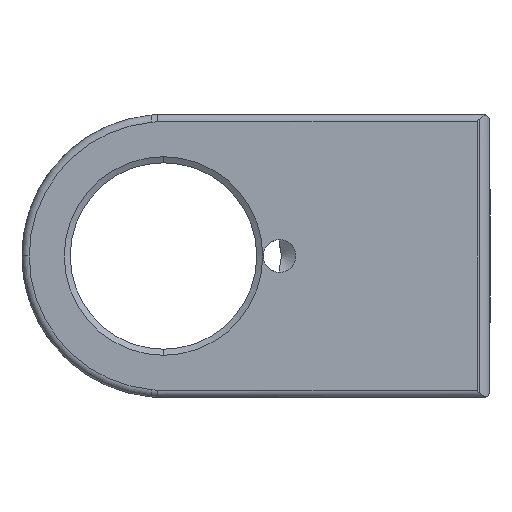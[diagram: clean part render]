
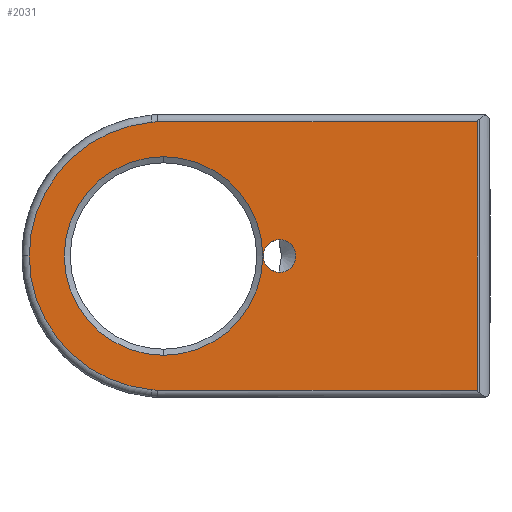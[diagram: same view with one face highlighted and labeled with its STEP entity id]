
A CAD part, left-side view. The second image highlights one B-rep face of the part: STEP entity #2031.
In plain terms, the highlighted planar face has unit normal (-1, 0, 0).
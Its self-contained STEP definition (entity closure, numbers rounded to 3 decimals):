
#1 = VECTOR ( 'NONE', #1416, 1000. ) ;
#35 = CIRCLE ( 'NONE', #1876, 13.682 ) ;
#120 = FACE_OUTER_BOUND ( 'NONE', #581, .T. ) ;
#148 = CARTESIAN_POINT ( 'NONE',  ( 0., 45.808, 18.5 ) ) ;
#198 = VECTOR ( 'NONE', #2397, 1000. ) ;
#213 = CARTESIAN_POINT ( 'NONE',  ( 0., 46.612, -18.43 ) ) ;
#229 = CARTESIAN_POINT ( 'NONE',  ( 0., 63.5, 0. ) ) ;
#250 = EDGE_CURVE ( 'NONE', #1060, #2750, #35, .T. ) ;
#279 = LINE ( 'NONE', #2273, #353 ) ;
#343 = ORIENTED_EDGE ( 'NONE', *, *, #250, .T. ) ;
#351 = VERTEX_POINT ( 'NONE', #586 ) ;
#353 = VECTOR ( 'NONE', #2001, 1000. ) ;
#413 = LINE ( 'NONE', #949, #1 ) ;
#451 = VERTEX_POINT ( 'NONE', #213 ) ;
#522 = VECTOR ( 'NONE', #2344, 1000. ) ;
#533 = DIRECTION ( 'NONE',  ( 0., 0., 1. ) ) ;
#543 = ORIENTED_EDGE ( 'NONE', *, *, #1049, .F. ) ;
#581 = EDGE_LOOP ( 'NONE', ( #2186, #2225, #2500, #2698, #1539, #812, #2105 ) ) ;
#586 = CARTESIAN_POINT ( 'NONE',  ( 0., 46.612, 18.43 ) ) ;
#650 = CARTESIAN_POINT ( 'NONE',  ( 0., 29., -2.25 ) ) ;
#667 = VERTEX_POINT ( 'NONE', #229 ) ;
#736 = CARTESIAN_POINT ( 'NONE',  ( 0., 29., 0. ) ) ;
#761 = AXIS2_PLACEMENT_3D ( 'NONE', #1776, #2781, #533 ) ;
#812 = ORIENTED_EDGE ( 'NONE', *, *, #1269, .T. ) ;
#827 = AXIS2_PLACEMENT_3D ( 'NONE', #736, #1524, #1232 ) ;
#830 = ORIENTED_EDGE ( 'NONE', *, *, #1912, .T. ) ;
#831 = DIRECTION ( 'NONE',  ( 1., 0., 0. ) ) ;
#847 = DIRECTION ( 'NONE',  ( -1., 0., 0. ) ) ;
#856 = VERTEX_POINT ( 'NONE', #1760 ) ;
#924 = CIRCLE ( 'NONE', #1344, 18.5 ) ;
#945 = ORIENTED_EDGE ( 'NONE', *, *, #1210, .F. ) ;
#949 = CARTESIAN_POINT ( 'NONE',  ( 0., 1.737, -19.5 ) ) ;
#982 = CARTESIAN_POINT ( 'NONE',  ( 0., 1.737, -18.5 ) ) ;
#989 = CIRCLE ( 'NONE', #1519, 13.682 ) ;
#1038 = DIRECTION ( 'NONE',  ( 0., 1., 0. ) ) ;
#1049 = EDGE_CURVE ( 'NONE', #1155, #856, #2967, .T. ) ;
#1060 = VERTEX_POINT ( 'NONE', #2070 ) ;
#1124 = LINE ( 'NONE', #1653, #522 ) ;
#1149 = EDGE_CURVE ( 'NONE', #1899, #351, #2155, .T. ) ;
#1155 = VERTEX_POINT ( 'NONE', #650 ) ;
#1210 = EDGE_CURVE ( 'NONE', #856, #1155, #2607, .T. ) ;
#1232 = DIRECTION ( 'NONE',  ( 0., 0., 1. ) ) ;
#1244 = EDGE_CURVE ( 'NONE', #351, #667, #2336, .T. ) ;
#1269 = EDGE_CURVE ( 'NONE', #451, #2378, #279, .T. ) ;
#1295 = CARTESIAN_POINT ( 'NONE',  ( 0., 45., 0. ) ) ;
#1344 = AXIS2_PLACEMENT_3D ( 'NONE', #3051, #847, #1038 ) ;
#1416 = DIRECTION ( 'NONE',  ( 0., 0., 1. ) ) ;
#1509 = DIRECTION ( 'NONE',  ( 0., 1., 0. ) ) ;
#1511 = CARTESIAN_POINT ( 'NONE',  ( 0., 45.808, -18.5 ) ) ;
#1519 = AXIS2_PLACEMENT_3D ( 'NONE', #2442, #1963, #2957 ) ;
#1524 = DIRECTION ( 'NONE',  ( -1., 0., 0. ) ) ;
#1539 = ORIENTED_EDGE ( 'NONE', *, *, #2961, .T. ) ;
#1606 = FACE_BOUND ( 'NONE', #1828, .T. ) ;
#1621 = CARTESIAN_POINT ( 'NONE',  ( 0., 45., 0. ) ) ;
#1636 = DIRECTION ( 'NONE',  ( 0., 1., 0. ) ) ;
#1653 = CARTESIAN_POINT ( 'NONE',  ( 0., 45.851, 18.5 ) ) ;
#1697 = EDGE_CURVE ( 'NONE', #2378, #2509, #2157, .T. ) ;
#1760 = CARTESIAN_POINT ( 'NONE',  ( 0., 29., 2.25 ) ) ;
#1776 = CARTESIAN_POINT ( 'NONE',  ( 0., 29., 0. ) ) ;
#1828 = EDGE_LOOP ( 'NONE', ( #343, #830 ) ) ;
#1832 = EDGE_CURVE ( 'NONE', #2509, #1837, #413, .T. ) ;
#1837 = VERTEX_POINT ( 'NONE', #2931 ) ;
#1876 = AXIS2_PLACEMENT_3D ( 'NONE', #1621, #831, #2807 ) ;
#1899 = VERTEX_POINT ( 'NONE', #148 ) ;
#1903 = CARTESIAN_POINT ( 'NONE',  ( 0., 68.402, 16.523 ) ) ;
#1912 = EDGE_CURVE ( 'NONE', #2750, #1060, #989, .T. ) ;
#1963 = DIRECTION ( 'NONE',  ( 1., 0., 0. ) ) ;
#2001 = DIRECTION ( 'NONE',  ( 0., -0.996, -0.087 ) ) ;
#2031 = ADVANCED_FACE ( 'NONE', ( #2263, #120, #1606 ), #2899, .F. ) ;
#2070 = CARTESIAN_POINT ( 'NONE',  ( 0., 45., 13.682 ) ) ;
#2105 = ORIENTED_EDGE ( 'NONE', *, *, #1697, .T. ) ;
#2126 = CARTESIAN_POINT ( 'NONE',  ( 0., 65.25, -18.5 ) ) ;
#2140 = DIRECTION ( 'NONE',  ( 0., -1., 0. ) ) ;
#2141 = EDGE_CURVE ( 'NONE', #1837, #1899, #1124, .T. ) ;
#2155 = LINE ( 'NONE', #1903, #198 ) ;
#2157 = LINE ( 'NONE', #2126, #2315 ) ;
#2186 = ORIENTED_EDGE ( 'NONE', *, *, #1832, .T. ) ;
#2225 = ORIENTED_EDGE ( 'NONE', *, *, #2141, .T. ) ;
#2263 = FACE_BOUND ( 'NONE', #2846, .T. ) ;
#2273 = CARTESIAN_POINT ( 'NONE',  ( 0., 65.015, -16.82 ) ) ;
#2315 = VECTOR ( 'NONE', #2140, 1000. ) ;
#2336 = CIRCLE ( 'NONE', #2548, 18.5 ) ;
#2344 = DIRECTION ( 'NONE',  ( 0., 1., 0. ) ) ;
#2378 = VERTEX_POINT ( 'NONE', #1511 ) ;
#2390 = CARTESIAN_POINT ( 'NONE',  ( 0., 45., -13.682 ) ) ;
#2397 = DIRECTION ( 'NONE',  ( 0., 0.996, -0.087 ) ) ;
#2442 = CARTESIAN_POINT ( 'NONE',  ( 0., 45., 0. ) ) ;
#2500 = ORIENTED_EDGE ( 'NONE', *, *, #1149, .T. ) ;
#2509 = VERTEX_POINT ( 'NONE', #982 ) ;
#2548 = AXIS2_PLACEMENT_3D ( 'NONE', #1295, #3224, #1509 ) ;
#2607 = CIRCLE ( 'NONE', #827, 2.25 ) ;
#2647 = CARTESIAN_POINT ( 'NONE',  ( 0., 65.25, -19.5 ) ) ;
#2677 = AXIS2_PLACEMENT_3D ( 'NONE', #2647, #2825, #1636 ) ;
#2698 = ORIENTED_EDGE ( 'NONE', *, *, #1244, .T. ) ;
#2750 = VERTEX_POINT ( 'NONE', #2390 ) ;
#2781 = DIRECTION ( 'NONE',  ( -1., 0., 0. ) ) ;
#2807 = DIRECTION ( 'NONE',  ( 0., 1., 0. ) ) ;
#2825 = DIRECTION ( 'NONE',  ( 1., 0., 0. ) ) ;
#2846 = EDGE_LOOP ( 'NONE', ( #945, #543 ) ) ;
#2899 = PLANE ( 'NONE',  #2677 ) ;
#2931 = CARTESIAN_POINT ( 'NONE',  ( 0., 1.737, 18.5 ) ) ;
#2957 = DIRECTION ( 'NONE',  ( 0., 1., 0. ) ) ;
#2961 = EDGE_CURVE ( 'NONE', #667, #451, #924, .T. ) ;
#2967 = CIRCLE ( 'NONE', #761, 2.25 ) ;
#3051 = CARTESIAN_POINT ( 'NONE',  ( 0., 45., 0. ) ) ;
#3224 = DIRECTION ( 'NONE',  ( -1., 0., 0. ) ) ;
